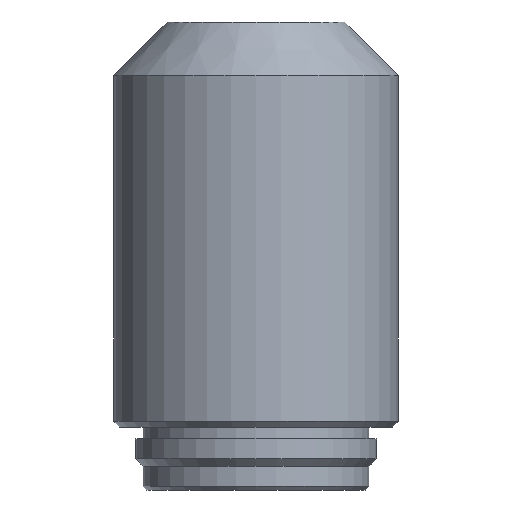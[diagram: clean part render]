
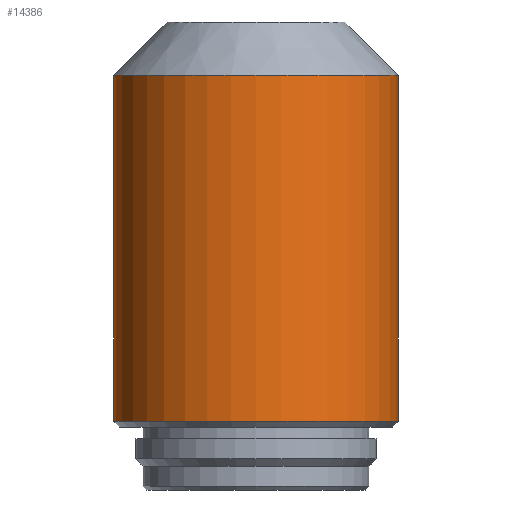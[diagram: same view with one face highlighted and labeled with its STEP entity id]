
A CAD part, front view. The second image highlights one B-rep face of the part: STEP entity #14386.
In plain terms, the highlighted cylindrical face has radius 12 mm (diameter 24 mm), a partial arc.
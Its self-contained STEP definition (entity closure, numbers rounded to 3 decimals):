
#1 = VERTEX_POINT ( 'NONE', #11833 ) ;
#608 = DIRECTION ( 'NONE',  ( 0., 0., -1. ) ) ;
#1643 = DIRECTION ( 'NONE',  ( 0., 0., -1. ) ) ;
#2021 = AXIS2_PLACEMENT_3D ( 'NONE', #2401, #19741, #12472 ) ;
#2401 = CARTESIAN_POINT ( 'NONE',  ( 0., 0., 5.8 ) ) ;
#2962 = DIRECTION ( 'NONE',  ( 0., 0., -1. ) ) ;
#3165 = CARTESIAN_POINT ( 'NONE',  ( -12., 0., 34.95 ) ) ;
#5199 = AXIS2_PLACEMENT_3D ( 'NONE', #19872, #608, #6146 ) ;
#6146 = DIRECTION ( 'NONE',  ( 1., 0., 0. ) ) ;
#6657 = LINE ( 'NONE', #18170, #8050 ) ;
#7026 = LINE ( 'NONE', #10392, #8206 ) ;
#7495 = FACE_OUTER_BOUND ( 'NONE', #8995, .T. ) ;
#7862 = AXIS2_PLACEMENT_3D ( 'NONE', #11602, #16222, #13381 ) ;
#8050 = VECTOR ( 'NONE', #2962, 1000. ) ;
#8206 = VECTOR ( 'NONE', #1643, 1000. ) ;
#8995 = EDGE_LOOP ( 'NONE', ( #21112, #14831, #10491, #16328 ) ) ;
#10353 = CARTESIAN_POINT ( 'NONE',  ( 12., 0., 5.8 ) ) ;
#10392 = CARTESIAN_POINT ( 'NONE',  ( -12., 0., 39.45 ) ) ;
#10491 = ORIENTED_EDGE ( 'NONE', *, *, #21254, .T. ) ;
#11263 = VERTEX_POINT ( 'NONE', #3165 ) ;
#11597 = EDGE_CURVE ( 'NONE', #1, #21078, #19525, .T. ) ;
#11602 = CARTESIAN_POINT ( 'NONE',  ( 0., 0., 39.45 ) ) ;
#11833 = CARTESIAN_POINT ( 'NONE',  ( -12., 0., 5.8 ) ) ;
#12472 = DIRECTION ( 'NONE',  ( -1., 0., 0. ) ) ;
#12856 = CYLINDRICAL_SURFACE ( 'NONE', #7862, 12. ) ;
#13381 = DIRECTION ( 'NONE',  ( -1., 0., 0. ) ) ;
#14079 = CIRCLE ( 'NONE', #5199, 12. ) ;
#14386 = ADVANCED_FACE ( 'NONE', ( #7495 ), #12856, .T. ) ;
#14831 = ORIENTED_EDGE ( 'NONE', *, *, #20044, .T. ) ;
#16222 = DIRECTION ( 'NONE',  ( 0., 0., -1. ) ) ;
#16229 = CARTESIAN_POINT ( 'NONE',  ( 12., 0., 34.95 ) ) ;
#16328 = ORIENTED_EDGE ( 'NONE', *, *, #11597, .T. ) ;
#18169 = VERTEX_POINT ( 'NONE', #16229 ) ;
#18170 = CARTESIAN_POINT ( 'NONE',  ( 12., 0., 39.45 ) ) ;
#19525 = CIRCLE ( 'NONE', #2021, 12. ) ;
#19741 = DIRECTION ( 'NONE',  ( 0., 0., 1. ) ) ;
#19872 = CARTESIAN_POINT ( 'NONE',  ( 0., 0., 34.95 ) ) ;
#20044 = EDGE_CURVE ( 'NONE', #18169, #11263, #14079, .T. ) ;
#20247 = EDGE_CURVE ( 'NONE', #18169, #21078, #6657, .T. ) ;
#21078 = VERTEX_POINT ( 'NONE', #10353 ) ;
#21112 = ORIENTED_EDGE ( 'NONE', *, *, #20247, .F. ) ;
#21254 = EDGE_CURVE ( 'NONE', #11263, #1, #7026, .T. ) ;
